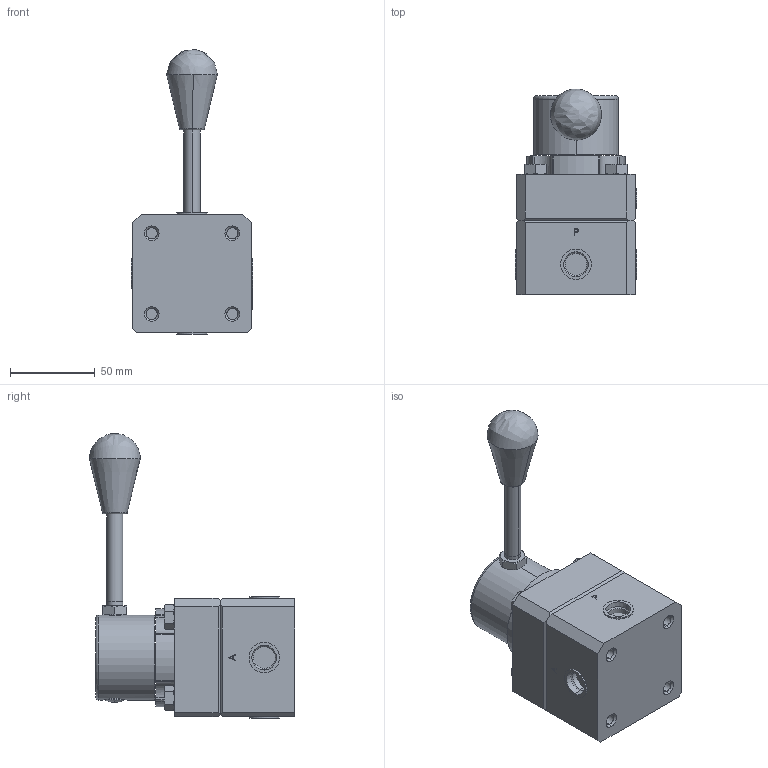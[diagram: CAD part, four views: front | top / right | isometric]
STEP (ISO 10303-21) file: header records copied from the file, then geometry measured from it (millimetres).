
FILE_DESCRIPTION (( 'STEP AP214' ), '1' );
FILE_NAME ('TSK6547-2M01.STEP', '2024-09-17T08:26:19', ( '' ), ( '' ), 'SwSTEP 2.0', 'SolidWorks 2023', '' );
FILE_SCHEMA (( 'AUTOMOTIVE_DESIGN' ));
Length unit declared in the file: millimetre
Products named in the file (1): TSK6547-2M01
Bounding box: 71.8 x 121.36 x 168.23 mm (x, y, z)
Surface area: 51248.6 mm2 (no closed solid volume)
Topology: 0 solids, 21 shells, 250 faces, 705 edges, 473 vertices
Faces by surface type: plane 112, cylinder 61, cone 58, bspline 13, torus 4, sphere 2
Entity records: 9379 total; most frequent: CARTESIAN_POINT 3102, DIRECTION 1287, ORIENTED_EDGE 1197, EDGE_CURVE 705, AXIS2_PLACEMENT_3D 476, VERTEX_POINT 473, VECTOR 335, LINE 335
